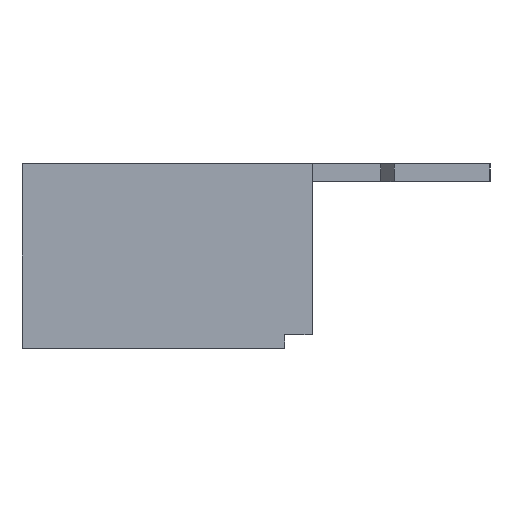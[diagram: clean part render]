
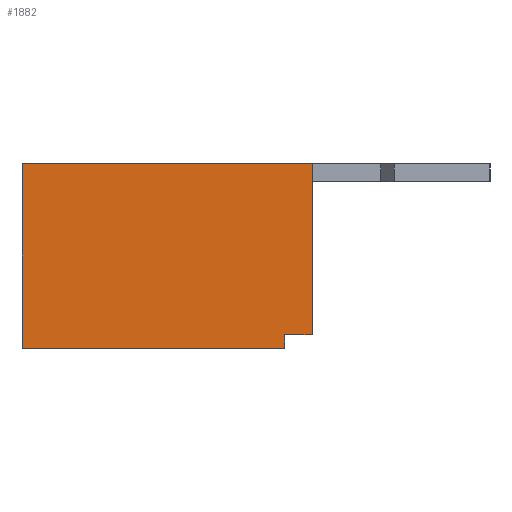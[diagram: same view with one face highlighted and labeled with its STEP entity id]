
A CAD part, left-side view. The second image highlights one B-rep face of the part: STEP entity #1882.
In plain terms, the highlighted planar face has unit normal (-1, 0, 0).
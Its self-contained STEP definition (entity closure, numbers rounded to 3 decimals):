
#1882=ADVANCED_FACE('',(#4903),#4904,.T.);
#3738=VERTEX_POINT('',#6760);
#3742=VERTEX_POINT('',#6764);
#3744=EDGE_CURVE('',#3742,#3738,#6766,.T.);
#3856=VERTEX_POINT('',#6878);
#3860=EDGE_CURVE('',#3738,#3856,#6882,.T.);
#3980=VERTEX_POINT('',#7002);
#3984=VERTEX_POINT('',#7006);
#3986=EDGE_CURVE('',#3984,#3980,#7008,.T.);
#4132=VERTEX_POINT('',#7154);
#4134=EDGE_CURVE('',#4132,#3742,#7156,.T.);
#4138=EDGE_CURVE('',#3980,#4132,#7160,.T.);
#4142=EDGE_CURVE('',#3856,#3984,#7164,.T.);
#4903=FACE_OUTER_BOUND('',#7915,.T.);
#4904=PLANE('',#7916);
#6760=CARTESIAN_POINT('',(0.0,13.0,13.5));
#6764=CARTESIAN_POINT('',(0.0,13.0,1.0));
#6766=LINE('',#10857,#10858);
#6878=CARTESIAN_POINT('',(0.0,34.2,13.5));
#6882=LINE('',#11037,#11038);
#7002=CARTESIAN_POINT('',(0.0,15.0,0.0));
#7006=CARTESIAN_POINT('',(0.0,34.2,0.0));
#7008=LINE('',#11233,#11234);
#7154=CARTESIAN_POINT('',(0.0,15.0,1.0));
#7156=LINE('',#11485,#11486);
#7160=LINE('',#11493,#11494);
#7164=LINE('',#11501,#11502);
#7915=EDGE_LOOP('',(#13824,#13825,#13826,#13827,#13828,#13829));
#7916=AXIS2_PLACEMENT_3D('',#13830,#13831,#13832);
#10857=CARTESIAN_POINT('',(0.0,13.0,1.0));
#10858=VECTOR('',#14447,1.0);
#11037=CARTESIAN_POINT('',(0.0,13.0,13.5));
#11038=VECTOR('',#14479,1.0);
#11233=CARTESIAN_POINT('',(0.0,34.2,0.0));
#11234=VECTOR('',#14514,1.0);
#11485=CARTESIAN_POINT('',(0.0,15.0,1.0));
#11486=VECTOR('',#14566,1.0);
#11493=CARTESIAN_POINT('',(0.0,15.0,0.0));
#11494=VECTOR('',#14568,1.0);
#11501=CARTESIAN_POINT('',(0.0,34.2,13.5));
#11502=VECTOR('',#14570,1.0);
#13824=ORIENTED_EDGE('',*,*,#4142,.T.);
#13825=ORIENTED_EDGE('',*,*,#3986,.T.);
#13826=ORIENTED_EDGE('',*,*,#4138,.T.);
#13827=ORIENTED_EDGE('',*,*,#4134,.T.);
#13828=ORIENTED_EDGE('',*,*,#3744,.T.);
#13829=ORIENTED_EDGE('',*,*,#3860,.T.);
#13830=CARTESIAN_POINT('',(0.0,23.629,6.779));
#13831=DIRECTION('',(-1.0,0.0,0.0));
#13832=DIRECTION('',(0.0,1.0,0.0));
#14447=DIRECTION('',(0.0,0.0,1.0));
#14479=DIRECTION('',(0.0,1.0,0.0));
#14514=DIRECTION('',(0.0,-1.0,0.0));
#14566=DIRECTION('',(0.0,-1.0,0.0));
#14568=DIRECTION('',(0.0,0.0,1.0));
#14570=DIRECTION('',(0.0,0.0,-1.0));
